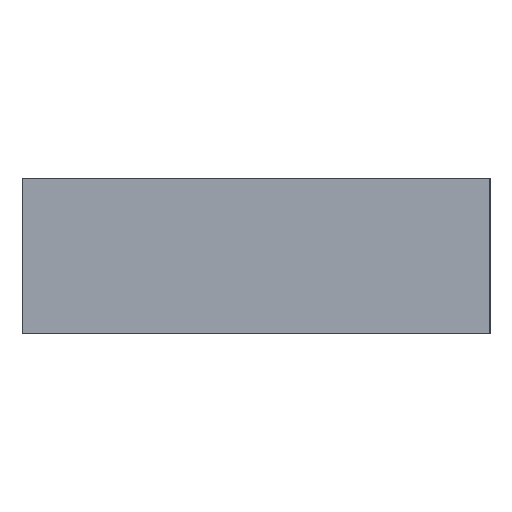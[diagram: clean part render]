
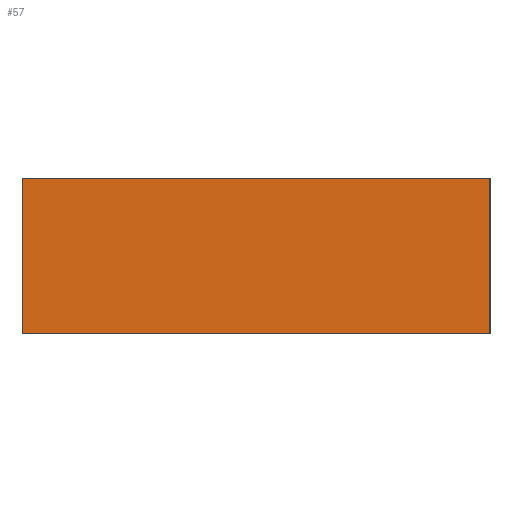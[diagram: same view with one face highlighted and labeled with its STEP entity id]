
A CAD part, left-side view. The second image highlights one B-rep face of the part: STEP entity #57.
In plain terms, the highlighted planar face has unit normal (-1, 0, 0).
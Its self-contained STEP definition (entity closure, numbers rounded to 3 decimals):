
#57=ADVANCED_FACE('',(#728),#729,.T.);
#728=FACE_OUTER_BOUND('',#2123,.T.);
#729=PLANE('',#2124);
#2123=EDGE_LOOP('',(#3643,#3644,#3645,#3646));
#2124=AXIS2_PLACEMENT_3D('',#3647,#3648,#3649);
#3643=ORIENTED_EDGE('',*,*,#8588,.T.);
#3644=ORIENTED_EDGE('',*,*,#8589,.F.);
#3645=ORIENTED_EDGE('',*,*,#8590,.F.);
#3646=ORIENTED_EDGE('',*,*,#8427,.T.);
#3647=CARTESIAN_POINT('',(-25.387,-7.62,-2.527));
#3648=DIRECTION('',(-1.0,0.0,0.0));
#3649=DIRECTION('',(0.0,0.0,1.0));
#8427=EDGE_CURVE('',#9960,#9964,#9966,.T.);
#8588=EDGE_CURVE('',#9964,#10287,#10288,.T.);
#8589=EDGE_CURVE('',#10289,#10287,#10290,.T.);
#8590=EDGE_CURVE('',#9960,#10289,#10291,.T.);
#9960=VERTEX_POINT('',#12460);
#9964=VERTEX_POINT('',#12466);
#9966=LINE('',#12469,#12470);
#10287=VERTEX_POINT('',#12951);
#10288=LINE('',#12952,#12953);
#10289=VERTEX_POINT('',#12954);
#10290=LINE('',#12955,#12956);
#10291=LINE('',#12957,#12958);
#12460=CARTESIAN_POINT('',(-25.387,-7.62,-2.527));
#12466=CARTESIAN_POINT('',(-25.387,-7.62,2.527));
#12469=CARTESIAN_POINT('',(-25.387,-7.62,-2.527));
#12470=VECTOR('',#16494,5.055);
#12951=CARTESIAN_POINT('',(-25.387,7.62,2.527));
#12952=CARTESIAN_POINT('',(-25.387,-7.62,2.527));
#12953=VECTOR('',#16655,15.24);
#12954=CARTESIAN_POINT('',(-25.387,7.62,-2.527));
#12955=CARTESIAN_POINT('',(-25.387,7.62,-2.527));
#12956=VECTOR('',#16656,5.055);
#12957=CARTESIAN_POINT('',(-25.387,-7.62,-2.527));
#12958=VECTOR('',#16657,15.24);
#16494=DIRECTION('',(0.0,0.0,1.0));
#16655=DIRECTION('',(0.0,1.0,0.0));
#16656=DIRECTION('',(0.0,0.0,1.0));
#16657=DIRECTION('',(0.0,1.0,0.0));
